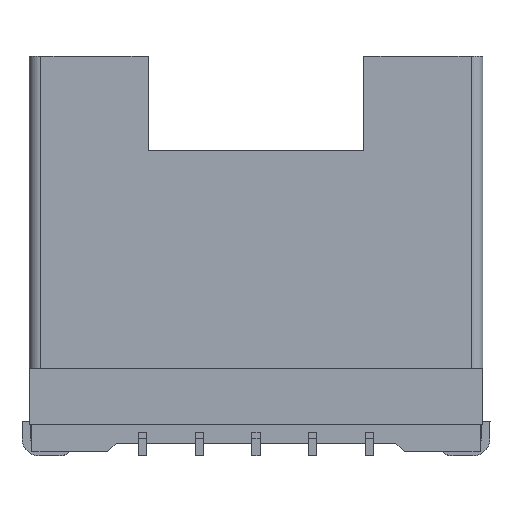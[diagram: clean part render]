
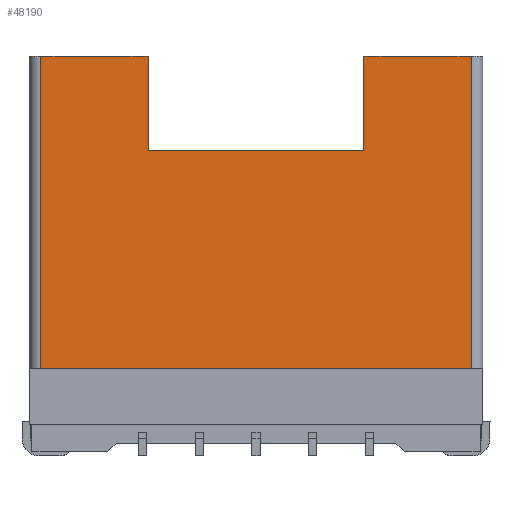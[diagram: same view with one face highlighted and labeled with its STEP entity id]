
A CAD part, left-side view. The second image highlights one B-rep face of the part: STEP entity #48190.
In plain terms, the highlighted planar face has unit normal (-1, 0, 0).
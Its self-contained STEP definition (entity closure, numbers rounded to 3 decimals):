
#1030=CARTESIAN_POINT('',(-36.603,14.085,
130.765));
#1040=VERTEX_POINT('',#1030);
#1070=CARTESIAN_POINT('',(-36.603,14.085,
130.765));
#1080=DIRECTION('',(0.,0.,-1.));
#1090=VECTOR('',#1080,1.);
#1100=LINE('',#1070,#1090);
#1110=CARTESIAN_POINT('',(-36.603,14.085,
125.265));
#1120=VERTEX_POINT('',#1110);
#1130=EDGE_CURVE('',#1040,#1120,#1100,.T.);
#23710=CARTESIAN_POINT('',(-36.603,6.485,
125.265));
#23720=VERTEX_POINT('',#23710);
#23770=CARTESIAN_POINT('',(-36.603,56.037,
125.265));
#23780=DIRECTION('',(0.,-1.,0.));
#23790=VECTOR('',#23780,1.);
#23800=LINE('',#23770,#23790);
#23810=EDGE_CURVE('',#1120,#23720,#23800,.T.);
#24930=CARTESIAN_POINT('',(-36.603,12.185,
130.765));
#24940=VERTEX_POINT('',#24930);
#24970=CARTESIAN_POINT('',(-36.603,12.685,
130.765));
#24980=DIRECTION('',(0.,-1.,0.));
#24990=VECTOR('',#24980,1.);
#25000=LINE('',#24970,#24990);
#25010=CARTESIAN_POINT('',(-36.603,12.685,
130.765));
#25020=VERTEX_POINT('',#25010);
#25030=EDGE_CURVE('',#25020,#24940,#25000,.T.);
#25050=CARTESIAN_POINT('',(-36.603,21.5,
130.765));
#25060=DIRECTION('',(0.,1.,0.));
#25070=VECTOR('',#25060,1.);
#25080=LINE('',#25050,#25070);
#25090=CARTESIAN_POINT('',(-36.603,13.735,
130.765));
#25100=VERTEX_POINT('',#25090);
#25110=EDGE_CURVE('',#25020,#25100,#25080,.T.);
#25130=CARTESIAN_POINT('',(-36.603,56.037,
130.765));
#25140=DIRECTION('',(0.,1.,0.));
#25150=VECTOR('',#25140,1.);
#25160=LINE('',#25130,#25150);
#25170=EDGE_CURVE('',#25100,#1040,#25160,.T.);
#32220=CARTESIAN_POINT('',(-36.603,6.485,
130.765));
#32230=DIRECTION('',(0.,0.,-1.));
#32240=VECTOR('',#32230,1.);
#32250=LINE('',#32220,#32240);
#32260=CARTESIAN_POINT('',(-36.603,6.485,
130.765));
#32270=VERTEX_POINT('',#32260);
#32280=EDGE_CURVE('',#32270,#23720,#32250,.T.);
#34030=CARTESIAN_POINT('',(-36.603,8.385,
130.765));
#34040=VERTEX_POINT('',#34030);
#34070=CARTESIAN_POINT('',(-36.603,8.385,
130.765));
#34080=DIRECTION('',(0.,0.,-1.));
#34090=VECTOR('',#34080,1.);
#34100=LINE('',#34070,#34090);
#34110=CARTESIAN_POINT('',(-36.603,8.385,
130.715));
#34120=VERTEX_POINT('',#34110);
#34130=EDGE_CURVE('',#34040,#34120,#34100,.T.);
#34150=CARTESIAN_POINT('',(-36.603,8.385,
130.765));
#34160=DIRECTION('',(0.,0.,-1.));
#34170=VECTOR('',#34160,1.);
#34180=LINE('',#34150,#34170);
#34190=CARTESIAN_POINT('',(-36.603,8.385,
129.095));
#34200=VERTEX_POINT('',#34190);
#34210=EDGE_CURVE('',#34120,#34200,#34180,.T.);
#39090=CARTESIAN_POINT('',(-36.603,56.037,
129.095));
#39100=DIRECTION('',(0.,-1.,0.));
#39110=VECTOR('',#39100,1.);
#39120=LINE('',#39090,#39110);
#39130=CARTESIAN_POINT('',(-36.603,12.185,
129.095));
#39140=VERTEX_POINT('',#39130);
#39150=EDGE_CURVE('',#39140,#34200,#39120,.T.);
#46580=CARTESIAN_POINT('',(-36.603,56.037,
130.765));
#46590=DIRECTION('',(0.,-1.,0.));
#46600=VECTOR('',#46590,1.);
#46610=LINE('',#46580,#46600);
#46620=CARTESIAN_POINT('',(-36.603,6.835,
130.765));
#46630=VERTEX_POINT('',#46620);
#46640=EDGE_CURVE('',#46630,#32270,#46610,.T.);
#46660=CARTESIAN_POINT('',(-36.603,19.5,
130.765));
#46670=DIRECTION('',(0.,1.,0.));
#46680=VECTOR('',#46670,1.);
#46690=LINE('',#46660,#46680);
#46700=CARTESIAN_POINT('',(-36.603,7.885,
130.765));
#46710=VERTEX_POINT('',#46700);
#46720=EDGE_CURVE('',#46630,#46710,#46690,.T.);
#46740=CARTESIAN_POINT('',(-36.603,7.885,
130.765));
#46750=DIRECTION('',(0.,1.,0.));
#46760=VECTOR('',#46750,1.);
#46770=LINE('',#46740,#46760);
#46780=EDGE_CURVE('',#46710,#34040,#46770,.T.);
#47860=CARTESIAN_POINT('',(-36.603,8.385,
130.765));
#47870=DIRECTION('',(-1.,0.,0.));
#47880=DIRECTION('',(0.,1.,0.));
#47890=AXIS2_PLACEMENT_3D('',#47860,#47870,#47880);
#47900=PLANE('',#47890);
#47910=ORIENTED_EDGE('',*,*,#34130,.T.);
#47920=ORIENTED_EDGE('',*,*,#46780,.T.);
#47930=ORIENTED_EDGE('',*,*,#46720,.T.);
#47940=ORIENTED_EDGE('',*,*,#46640,.F.);
#47950=ORIENTED_EDGE('',*,*,#32280,.F.);
#47960=ORIENTED_EDGE('',*,*,#23810,.T.);
#47970=ORIENTED_EDGE('',*,*,#1130,.T.);
#47980=ORIENTED_EDGE('',*,*,#25170,.T.);
#47990=ORIENTED_EDGE('',*,*,#25110,.T.);
#48000=ORIENTED_EDGE('',*,*,#25030,.F.);
#48010=CARTESIAN_POINT('',(-36.603,12.185,
130.765));
#48020=DIRECTION('',(0.,0.,-1.));
#48030=VECTOR('',#48020,1.);
#48040=LINE('',#48010,#48030);
#48050=CARTESIAN_POINT('',(-36.603,12.185,
130.715));
#48060=VERTEX_POINT('',#48050);
#48070=EDGE_CURVE('',#24940,#48060,#48040,.T.);
#48080=ORIENTED_EDGE('',*,*,#48070,.F.);
#48090=CARTESIAN_POINT('',(-36.603,12.185,
130.765));
#48100=DIRECTION('',(0.,0.,-1.));
#48110=VECTOR('',#48100,1.);
#48120=LINE('',#48090,#48110);
#48130=EDGE_CURVE('',#48060,#39140,#48120,.T.);
#48140=ORIENTED_EDGE('',*,*,#48130,.F.);
#48150=ORIENTED_EDGE('',*,*,#39150,.F.);
#48160=ORIENTED_EDGE('',*,*,#34210,.T.);
#48170=EDGE_LOOP('',(#48160,#48150,#48140,#48080,#48000,#47990,#47980,
#47970,#47960,#47950,#47940,#47930,#47920,#47910));
#48180=FACE_OUTER_BOUND('',#48170,.T.);
#48190=ADVANCED_FACE('',(#48180),#47900,.T.);
